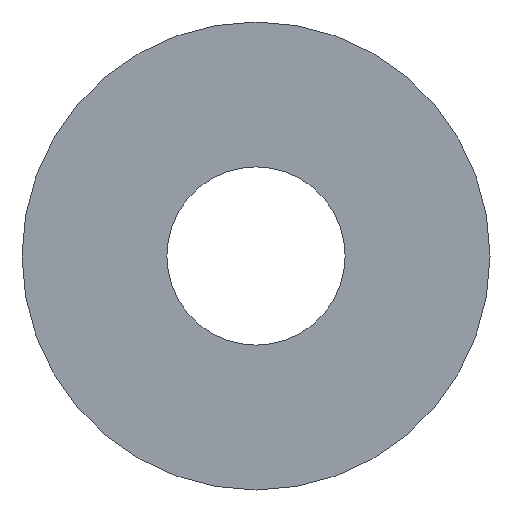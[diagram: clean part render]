
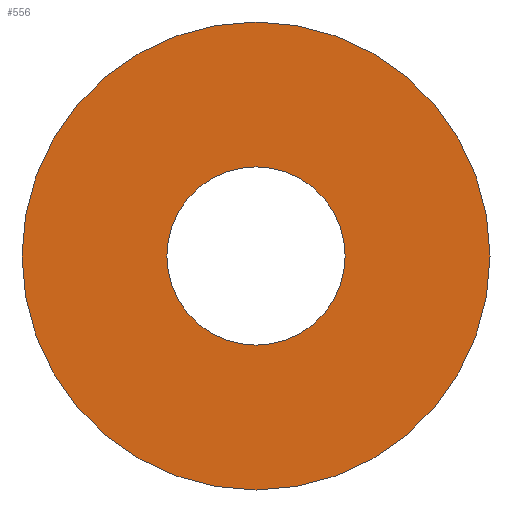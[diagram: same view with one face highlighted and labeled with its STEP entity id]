
A CAD part, front view. The second image highlights one B-rep face of the part: STEP entity #556.
In plain terms, the highlighted planar face has unit normal (0, -1, 0).
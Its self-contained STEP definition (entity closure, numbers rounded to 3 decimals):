
#56 = DIRECTION ( 'NONE',  ( 0., 0., -1. ) ) ;
#57 = DIRECTION ( 'NONE',  ( 0., -1., 0. ) ) ;
#58 = CARTESIAN_POINT ( 'NONE',  ( -3.849, 0., 6.667 ) ) ;
#59 = PLANE ( 'NONE',  #634 ) ;
#69 = DIRECTION ( 'NONE',  ( 0., 0., -1. ) ) ;
#70 = DIRECTION ( 'NONE',  ( 0., -1., 0. ) ) ;
#71 = CARTESIAN_POINT ( 'NONE',  ( 0., 0., 0. ) ) ;
#80 = DIRECTION ( 'NONE',  ( 0., 0., 1. ) ) ;
#82 = DIRECTION ( 'NONE',  ( 0., 1., 0. ) ) ;
#83 = CARTESIAN_POINT ( 'NONE',  ( 0., 0., 0. ) ) ;
#133 = DIRECTION ( 'NONE',  ( 0., 0., 1. ) ) ;
#134 = DIRECTION ( 'NONE',  ( 0., 1., 0. ) ) ;
#135 = CARTESIAN_POINT ( 'NONE',  ( 0., 0., 0. ) ) ;
#152 = DIRECTION ( 'NONE',  ( 0., 0., -1. ) ) ;
#153 = DIRECTION ( 'NONE',  ( 0., -1., 0. ) ) ;
#155 = CARTESIAN_POINT ( 'NONE',  ( 0., 0., 0. ) ) ;
#178 = EDGE_LOOP ( 'NONE', ( #262, #261 ) ) ;
#179 = EDGE_LOOP ( 'NONE', ( #257, #258 ) ) ;
#196 = VERTEX_POINT ( 'NONE', #474 ) ;
#197 = VERTEX_POINT ( 'NONE', #475 ) ;
#200 = VERTEX_POINT ( 'NONE', #478 ) ;
#201 = VERTEX_POINT ( 'NONE', #479 ) ;
#257 = ORIENTED_EDGE ( 'NONE', *, *, #532, .T. ) ;
#258 = ORIENTED_EDGE ( 'NONE', *, *, #553, .T. ) ;
#261 = ORIENTED_EDGE ( 'NONE', *, *, #550, .T. ) ;
#262 = ORIENTED_EDGE ( 'NONE', *, *, #538, .T. ) ;
#333 = FACE_BOUND ( 'NONE', #178, .T. ) ;
#336 = FACE_OUTER_BOUND ( 'NONE', #179, .T. ) ;
#474 = CARTESIAN_POINT ( 'NONE',  ( 0., 0., -10.5 ) ) ;
#475 = CARTESIAN_POINT ( 'NONE',  ( 0., 0., 10.5 ) ) ;
#478 = CARTESIAN_POINT ( 'NONE',  ( 0., 0., 4. ) ) ;
#479 = CARTESIAN_POINT ( 'NONE',  ( 0., 0., -4. ) ) ;
#532 = EDGE_CURVE ( 'NONE', #196, #197, #593, .T. ) ;
#538 = EDGE_CURVE ( 'NONE', #201, #200, #604, .T. ) ;
#550 = EDGE_CURVE ( 'NONE', #200, #201, #618, .T. ) ;
#553 = EDGE_CURVE ( 'NONE', #197, #196, #628, .T. ) ;
#556 = ADVANCED_FACE ( 'NONE', ( #333, #336 ), #59, .T. ) ;
#593 = CIRCLE ( 'NONE', #598, 10.5 ) ;
#598 = AXIS2_PLACEMENT_3D ( 'NONE', #155, #153, #152 ) ;
#604 = CIRCLE ( 'NONE', #606, 4. ) ;
#606 = AXIS2_PLACEMENT_3D ( 'NONE', #135, #134, #133 ) ;
#618 = CIRCLE ( 'NONE', #625, 4. ) ;
#625 = AXIS2_PLACEMENT_3D ( 'NONE', #83, #82, #80 ) ;
#628 = CIRCLE ( 'NONE', #630, 10.5 ) ;
#630 = AXIS2_PLACEMENT_3D ( 'NONE', #71, #70, #69 ) ;
#634 = AXIS2_PLACEMENT_3D ( 'NONE', #58, #57, #56 ) ;
